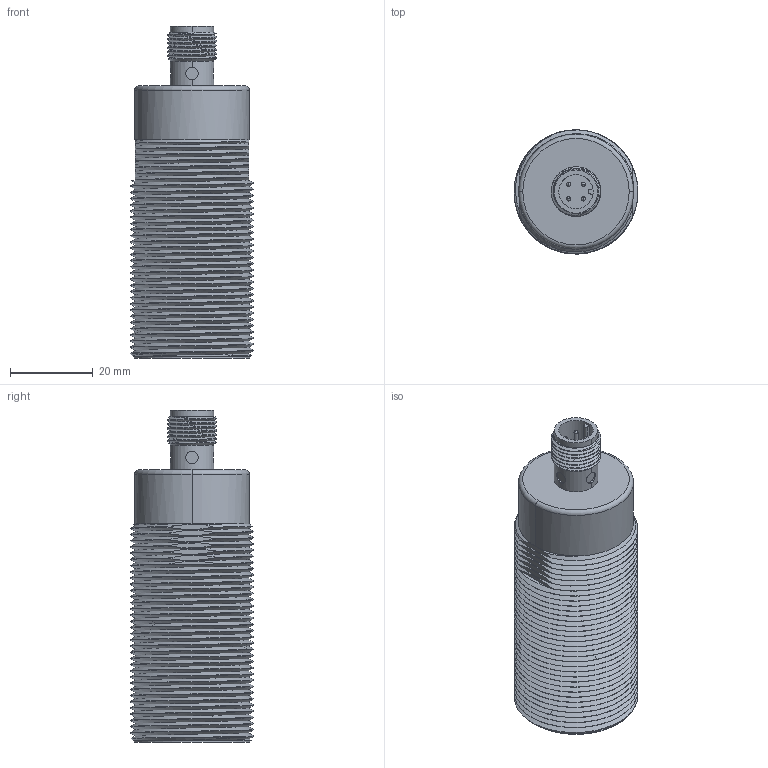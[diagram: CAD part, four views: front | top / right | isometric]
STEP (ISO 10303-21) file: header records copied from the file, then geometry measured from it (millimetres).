
FILE_DESCRIPTION((''),'2;1');
FILE_NAME('OCN1-3015X-XRL4','2017-03-07T',('Administrator'),(''),'PRO/ENGINEER BY PARAMETRIC TECHNOLOGY CORPORATION, 2007170','PRO/ENGINEER BY PARAMETRIC TECHNOLOGY CORPORATION, 2007170','');
FILE_SCHEMA(('CONFIG_CONTROL_DESIGN'));
Length unit declared in the file: millimetre
Products named in the file (1): OCN1-3015X-XRL4
Bounding box: 30 x 30 x 80.4 mm (x, y, z)
Volume: 42826.2 mm3; surface area: 13301.9 mm2
Topology: 1 solids, 1 shells, 184 faces, 498 edges, 318 vertices
Faces by surface type: cylinder 106, plane 33, bspline 28, sphere 8, cone 7, torus 2
Entity records: 16256 total; most frequent: CARTESIAN_POINT 12181, ORIENTED_EDGE 980, DIRECTION 612, EDGE_CURVE 490, VERTEX_POINT 318, B_SPLINE_CURVE_WITH_KNOTS 263, AXIS2_PLACEMENT_3D 229, EDGE_LOOP 194
